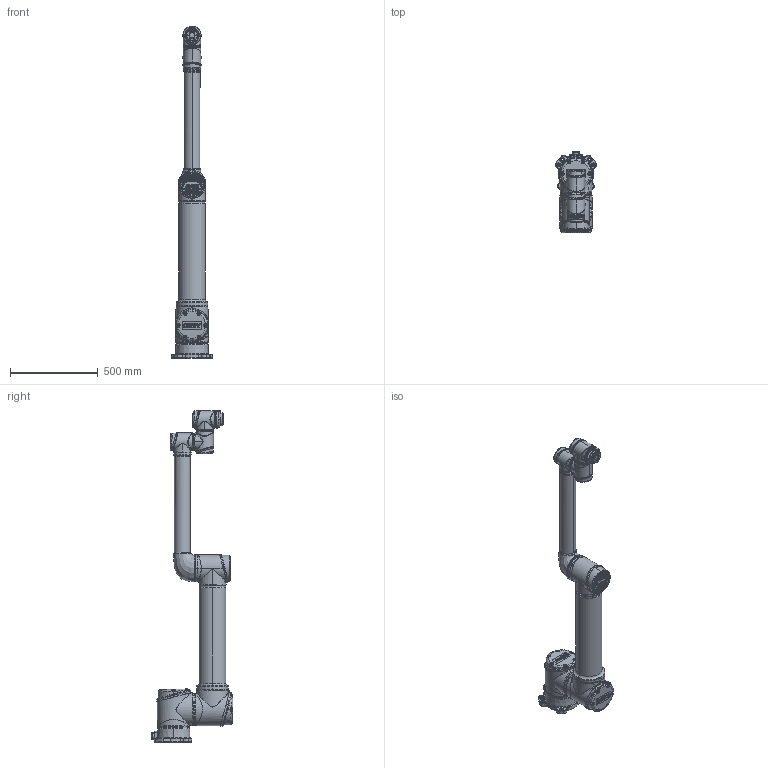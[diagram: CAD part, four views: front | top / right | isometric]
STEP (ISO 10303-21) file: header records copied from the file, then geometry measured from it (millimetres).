
FILE_DESCRIPTION (( 'STEP AP214' ), '1' );
FILE_NAME ('i20-Íâ·¢Ä£ÐÍ.STEP', '2022-01-13T05:46:53', ( '' ), ( '' ), 'SwSTEP 2.0', 'SolidWorks 2018', '' );
FILE_SCHEMA (( 'AUTOMOTIVE_DESIGN' ));
Length unit declared in the file: millimetre
Products named in the file (11): i20-藺傷; M20(ID4); i20-湮旋奪; i20-俋楷耀倰; i20-菁釱; M32(ID3); M40(ID2); M40(ID1); M20(ID6); M20(ID5); i20-苤旋奪
Assembly tree (10 placements, depth 2):
  i20-俋楷耀倰
    i20-菁釱
    M40(ID1)
    M40(ID2)
    i20-湮旋奪
    M32(ID3)
    i20-苤旋奪
    M20(ID4)
    M20(ID5)
    M20(ID6)
    i20-藺傷
Bounding box: 235.35 x 465.95 x 1888.5 mm (x, y, z)
Volume: 40085313.3 mm3; surface area: 1590368.5 mm2
Topology: 47 solids, 47 shells, 6418 faces, 15431 edges, 9752 vertices
Faces by surface type: bspline 3094, cylinder 1457, plane 1200, cone 429, torus 210, sphere 28
Entity records: 340086 total; most frequent: CARTESIAN_POINT 169523, ORIENTED_EDGE 30718, DIRECTION 17143, EDGE_CURVE 15359, VERTEX_POINT 9752, B_SPLINE_CURVE_WITH_KNOTS 8169, EDGE_LOOP 7197, AXIS2_PLACEMENT_3D 6936
